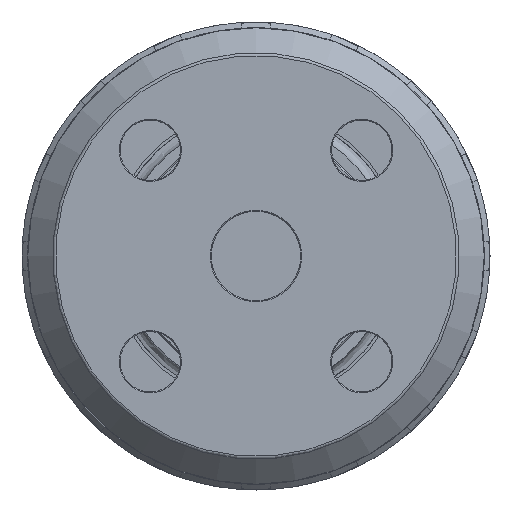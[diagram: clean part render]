
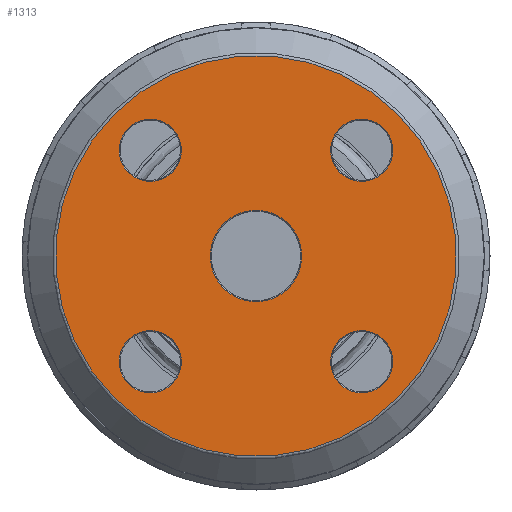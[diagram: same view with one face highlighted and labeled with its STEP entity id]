
A CAD part, front view. The second image highlights one B-rep face of the part: STEP entity #1313.
In plain terms, the highlighted planar face has unit normal (0, -1, 0).
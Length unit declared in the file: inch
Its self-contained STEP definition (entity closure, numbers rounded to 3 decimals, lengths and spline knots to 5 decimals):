
#1207=CARTESIAN_POINT('',(-1.48139,-4.18978,1.48139));
#1208=VERTEX_POINT('',#1207);
#1209=CARTESIAN_POINT('',(0.,-4.18978,0.));
#1210=DIRECTION('',(0.,1.0,0.));
#1211=DIRECTION('',(0.707,0.,-0.707));
#1212=AXIS2_PLACEMENT_3D('',#1209,#1210,#1211);
#1213=CIRCLE('',#1212,2.095);
#1214=EDGE_CURVE('',#1208,#1208,#1213,.T.);
#1250=CARTESIAN_POINT('',(-0.91676,-4.18978,0.91676));
#1251=DIRECTION('',(0.0,-1.0,0.0));
#1252=DIRECTION('',(0.707,0.0,0.707));
#1253=AXIS2_PLACEMENT_3D('',#1250,#1251,#1252);
#1254=PLANE('',#1253);
#1255=ORIENTED_EDGE('',*,*,#1214,.F.);
#1256=EDGE_LOOP('',(#1255));
#1257=FACE_OUTER_BOUND('',#1256,.T.);
#1258=CARTESIAN_POINT('',(0.87504,-4.18978,1.33466));
#1259=VERTEX_POINT('',#1258);
#1260=CARTESIAN_POINT('',(1.10485,-4.18978,1.10485));
#1261=DIRECTION('',(0.,-1.,0.));
#1262=DIRECTION('',(0.707,0.,-0.707));
#1263=AXIS2_PLACEMENT_3D('',#1260,#1261,#1262);
#1264=CIRCLE('',#1263,0.325);
#1265=EDGE_CURVE('',#1259,#1259,#1264,.T.);
#1266=ORIENTED_EDGE('',*,*,#1265,.F.);
#1267=EDGE_LOOP('',(#1266));
#1268=FACE_BOUND('',#1267,.T.);
#1269=CARTESIAN_POINT('',(1.33466,-4.18978,-0.87504));
#1270=VERTEX_POINT('',#1269);
#1271=CARTESIAN_POINT('',(1.10485,-4.18978,-1.10485));
#1272=DIRECTION('',(0.,-1.,0.));
#1273=DIRECTION('',(-0.707,0.,-0.707));
#1274=AXIS2_PLACEMENT_3D('',#1271,#1272,#1273);
#1275=CIRCLE('',#1274,0.325);
#1276=EDGE_CURVE('',#1270,#1270,#1275,.T.);
#1277=ORIENTED_EDGE('',*,*,#1276,.F.);
#1278=EDGE_LOOP('',(#1277));
#1279=FACE_BOUND('',#1278,.T.);
#1280=CARTESIAN_POINT('',(-0.87504,-4.18978,-1.33466));
#1281=VERTEX_POINT('',#1280);
#1282=CARTESIAN_POINT('',(-1.10485,-4.18978,-1.10485));
#1283=DIRECTION('',(0.,-1.,0.));
#1284=DIRECTION('',(-0.707,0.,0.707));
#1285=AXIS2_PLACEMENT_3D('',#1282,#1283,#1284);
#1286=CIRCLE('',#1285,0.325);
#1287=EDGE_CURVE('',#1281,#1281,#1286,.T.);
#1288=ORIENTED_EDGE('',*,*,#1287,.F.);
#1289=EDGE_LOOP('',(#1288));
#1290=FACE_BOUND('',#1289,.T.);
#1291=CARTESIAN_POINT('',(-0.338,-4.18978,0.338));
#1292=VERTEX_POINT('',#1291);
#1293=CARTESIAN_POINT('',(0.,-4.18978,0.));
#1294=DIRECTION('',(0.,-1.0,0.));
#1295=DIRECTION('',(0.707,0.,-0.707));
#1296=AXIS2_PLACEMENT_3D('',#1293,#1294,#1295);
#1297=CIRCLE('',#1296,0.478);
#1298=EDGE_CURVE('',#1292,#1292,#1297,.T.);
#1299=ORIENTED_EDGE('',*,*,#1298,.F.);
#1300=EDGE_LOOP('',(#1299));
#1301=FACE_BOUND('',#1300,.T.);
#1302=CARTESIAN_POINT('',(-1.33466,-4.18978,0.87504));
#1303=VERTEX_POINT('',#1302);
#1304=CARTESIAN_POINT('',(-1.10485,-4.18978,1.10485));
#1305=DIRECTION('',(0.,-1.,0.));
#1306=DIRECTION('',(0.707,0.,0.707));
#1307=AXIS2_PLACEMENT_3D('',#1304,#1305,#1306);
#1308=CIRCLE('',#1307,0.325);
#1309=EDGE_CURVE('',#1303,#1303,#1308,.T.);
#1310=ORIENTED_EDGE('',*,*,#1309,.F.);
#1311=EDGE_LOOP('',(#1310));
#1312=FACE_BOUND('',#1311,.T.);
#1313=ADVANCED_FACE('',(#1257,#1268,#1279,#1290,#1301,#1312),#1254,.T.);
